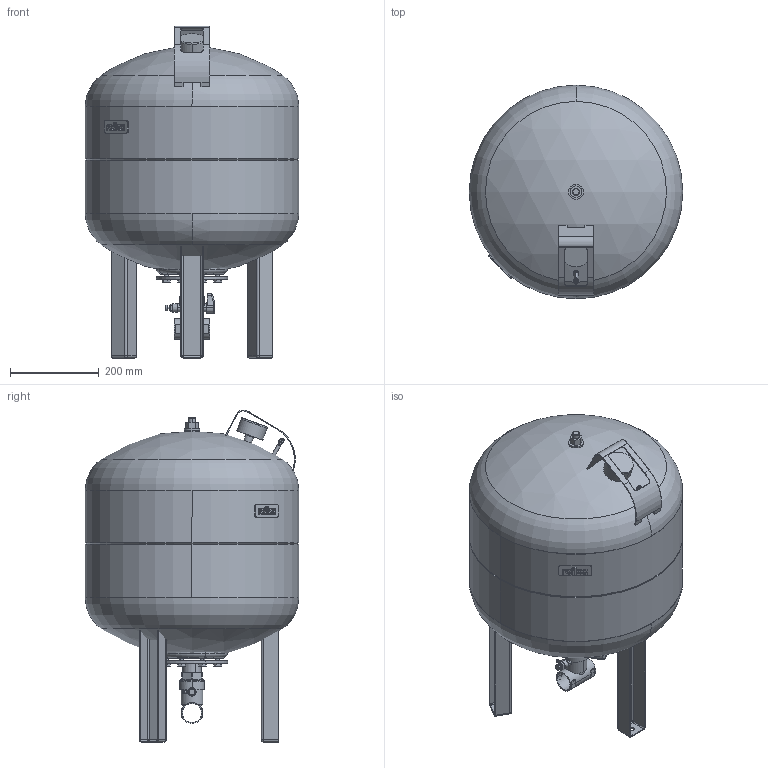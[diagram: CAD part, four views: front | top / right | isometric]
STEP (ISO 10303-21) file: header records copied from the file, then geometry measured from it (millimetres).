
FILE_DESCRIPTION((''),'2;1');
FILE_NAME('3d_DT580_10bar-7309100.stp','2009-12-29T14:07:42',(''),(''),'Mechanical Desktop 2008','Mechanical Desktop 2008',', , ');
FILE_SCHEMA(('CONFIG_CONTROL_DESIGN'));
Length unit declared in the file: millimetre
Products named in the file (1): Product
Bounding box: 480 x 480 x 746.22 mm (x, y, z)
Volume: 76349146.4 mm3; surface area: 2019483.6 mm2
Topology: 21 solids, 21 shells, 683 faces, 1606 edges, 970 vertices
Faces by surface type: plane 289, cylinder 251, cone 62, bspline 31, torus 25, sphere 25
Entity records: 22005 total; most frequent: CARTESIAN_POINT 6111, DIRECTION 3488, ORIENTED_EDGE 3128, EDGE_CURVE 1564, AXIS2_PLACEMENT_3D 1330, VERTEX_POINT 968, VECTOR 828, LINE 828
